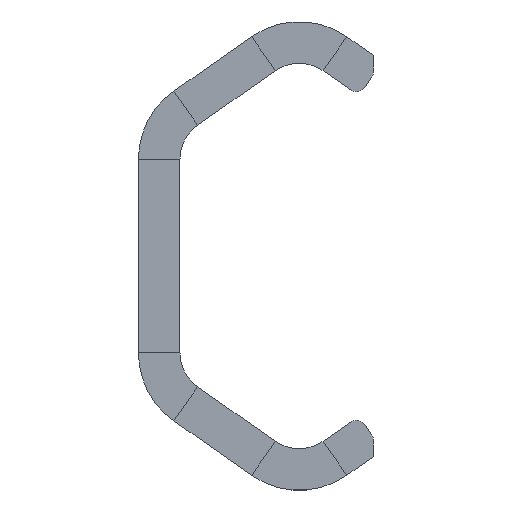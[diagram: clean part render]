
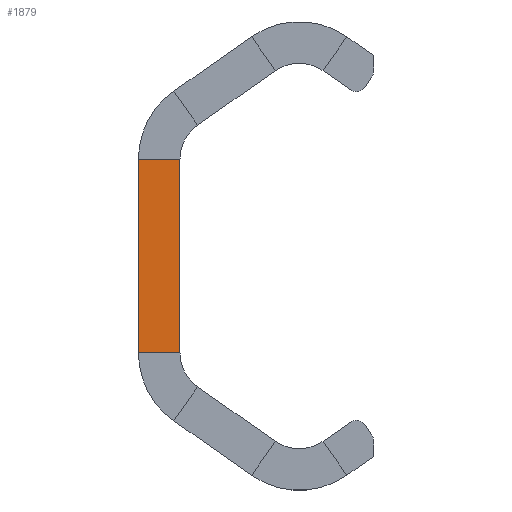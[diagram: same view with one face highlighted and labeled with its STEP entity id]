
A CAD part, left-side view. The second image highlights one B-rep face of the part: STEP entity #1879.
In plain terms, the highlighted planar face has unit normal (-1, 0, 0).
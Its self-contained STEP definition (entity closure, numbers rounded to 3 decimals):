
#89 = VERTEX_POINT ( 'NONE', #576 ) ;
#123 = CARTESIAN_POINT ( 'NONE',  ( -200., 0., 9.335 ) ) ;
#151 = DIRECTION ( 'NONE',  ( -1., 0., 0. ) ) ;
#205 = EDGE_CURVE ( 'NONE', #912, #89, #1084, .T. ) ;
#219 = EDGE_CURVE ( 'NONE', #89, #1137, #988, .T. ) ;
#232 = CARTESIAN_POINT ( 'NONE',  ( -200., 4., 9.335 ) ) ;
#241 = EDGE_LOOP ( 'NONE', ( #1349, #1875, #801, #1126 ) ) ;
#292 = CARTESIAN_POINT ( 'NONE',  ( -200., 0., 13.5 ) ) ;
#383 = DIRECTION ( 'NONE',  ( 0., 1., 0. ) ) ;
#392 = LINE ( 'NONE', #123, #619 ) ;
#417 = CARTESIAN_POINT ( 'NONE',  ( -200., 4., 9.335 ) ) ;
#497 = LINE ( 'NONE', #1641, #1353 ) ;
#518 = VECTOR ( 'NONE', #1148, 1000. ) ;
#560 = EDGE_CURVE ( 'NONE', #1094, #912, #392, .T. ) ;
#576 = CARTESIAN_POINT ( 'NONE',  ( -200., 4., -9.335 ) ) ;
#619 = VECTOR ( 'NONE', #383, 1000. ) ;
#801 = ORIENTED_EDGE ( 'NONE', *, *, #560, .T. ) ;
#912 = VERTEX_POINT ( 'NONE', #417 ) ;
#988 = LINE ( 'NONE', #1860, #518 ) ;
#1065 = VECTOR ( 'NONE', #1686, 1000. ) ;
#1084 = LINE ( 'NONE', #232, #1065 ) ;
#1094 = VERTEX_POINT ( 'NONE', #1465 ) ;
#1126 = ORIENTED_EDGE ( 'NONE', *, *, #205, .T. ) ;
#1137 = VERTEX_POINT ( 'NONE', #1195 ) ;
#1148 = DIRECTION ( 'NONE',  ( 0., -1., 0. ) ) ;
#1151 = FACE_OUTER_BOUND ( 'NONE', #241, .T. ) ;
#1195 = CARTESIAN_POINT ( 'NONE',  ( -200., 0., -9.335 ) ) ;
#1289 = AXIS2_PLACEMENT_3D ( 'NONE', #292, #151, #1438 ) ;
#1308 = PLANE ( 'NONE',  #1289 ) ;
#1349 = ORIENTED_EDGE ( 'NONE', *, *, #219, .T. ) ;
#1353 = VECTOR ( 'NONE', #1826, 1000. ) ;
#1438 = DIRECTION ( 'NONE',  ( 0., 0., 1. ) ) ;
#1465 = CARTESIAN_POINT ( 'NONE',  ( -200., 0., 9.335 ) ) ;
#1567 = EDGE_CURVE ( 'NONE', #1137, #1094, #497, .T. ) ;
#1641 = CARTESIAN_POINT ( 'NONE',  ( -200., 0., -9.335 ) ) ;
#1686 = DIRECTION ( 'NONE',  ( 0., 0., -1. ) ) ;
#1826 = DIRECTION ( 'NONE',  ( 0., 0., 1. ) ) ;
#1860 = CARTESIAN_POINT ( 'NONE',  ( -200., 4., -9.335 ) ) ;
#1875 = ORIENTED_EDGE ( 'NONE', *, *, #1567, .T. ) ;
#1879 = ADVANCED_FACE ( 'NONE', ( #1151 ), #1308, .T. ) ;
